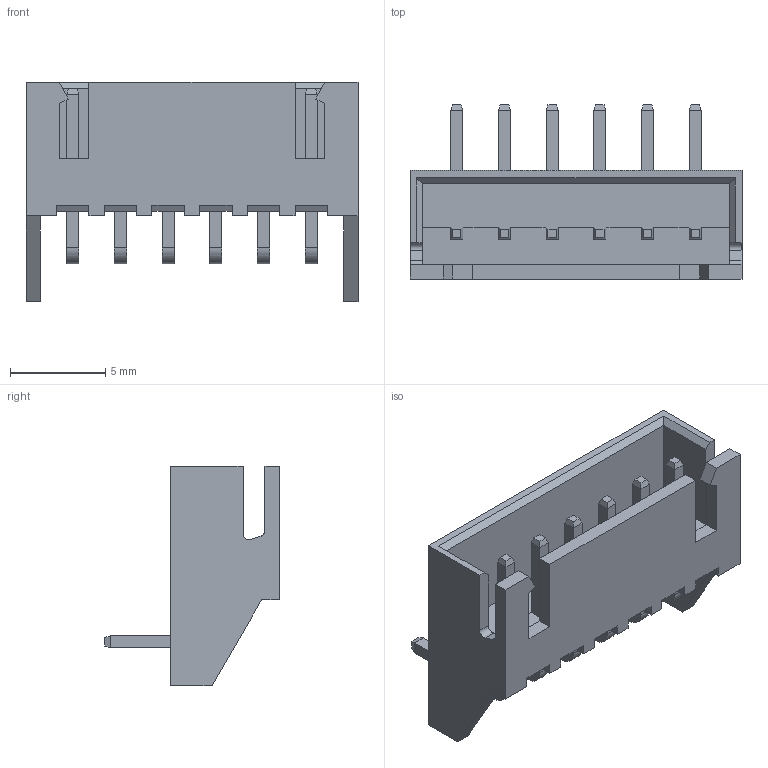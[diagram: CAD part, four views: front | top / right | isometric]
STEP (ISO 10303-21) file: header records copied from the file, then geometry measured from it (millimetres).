
FILE_DESCRIPTION( ('This file contains a STEP AP42 implementation' ,'as created by ZW3D STEP Interface translator.') ,'2;1' );
FILE_NAME( 'WF2501-WRXXXX02.stp' ,'23 425. 91038', (''), ('ZWCAD Software Co.'), 'Version 1.0', 'ZW3D to STEP translator', '' );
FILE_SCHEMA(('AUTOMOTIVE_DESIGN { 1 0 10303 214 1 1 1 1 }'));
Length unit declared in the file: millimetre
Products named in the file (2): 0; WF2501-WRXXXX02
Bounding box: 17.4 x 9.15 x 11.5 mm (x, y, z)
Volume: 348.4 mm3; surface area: 1018.1 mm2
Topology: 1 solids, 1 shells, 229 faces, 589 edges, 368 vertices
Faces by surface type: plane 213, cylinder 16
Entity records: 7009 total; most frequent: CARTESIAN_POINT 1187, ORIENTED_EDGE 1178, DIRECTION 1081, EDGE_CURVE 589, VECTOR 557, LINE 557, VERTEX_POINT 368, AXIS2_PLACEMENT_3D 262
